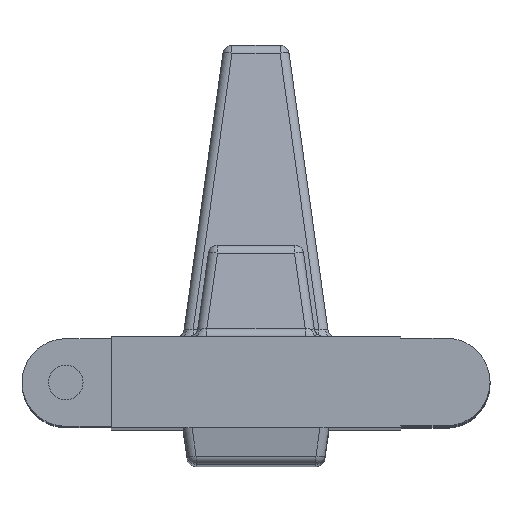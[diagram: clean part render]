
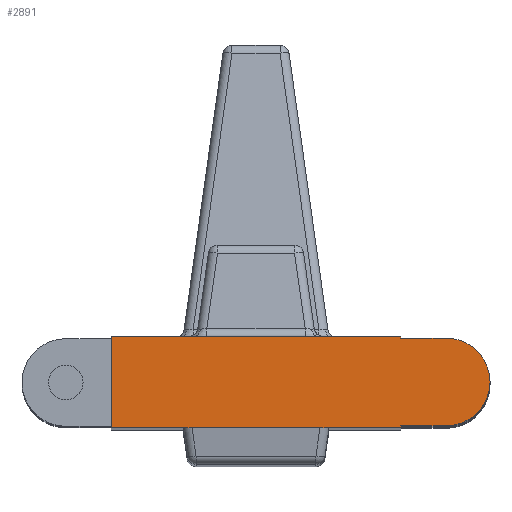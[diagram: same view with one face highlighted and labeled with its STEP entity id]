
A CAD part, top view. The second image highlights one B-rep face of the part: STEP entity #2891.
In plain terms, the highlighted planar face has unit normal (0, 0, 1).
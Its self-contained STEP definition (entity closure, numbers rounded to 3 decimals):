
#48 = EDGE_CURVE ( 'NONE', #2491, #941, #3110, .T. ) ;
#109 = CARTESIAN_POINT ( 'NONE',  ( -7.92, 0., 40. ) ) ;
#178 = LINE ( 'NONE', #1633, #747 ) ;
#194 = DIRECTION ( 'NONE',  ( 0., 1., 0. ) ) ;
#257 = ORIENTED_EDGE ( 'NONE', *, *, #3879, .T. ) ;
#292 = EDGE_CURVE ( 'NONE', #4550, #3739, #1339, .T. ) ;
#320 = LINE ( 'NONE', #1484, #4009 ) ;
#326 = EDGE_CURVE ( 'NONE', #2957, #4550, #1139, .T. ) ;
#373 = VECTOR ( 'NONE', #3339, 1000. ) ;
#442 = VERTEX_POINT ( 'NONE', #1572 ) ;
#508 = FACE_OUTER_BOUND ( 'NONE', #2922, .T. ) ;
#577 = ORIENTED_EDGE ( 'NONE', *, *, #4443, .F. ) ;
#607 = VERTEX_POINT ( 'NONE', #2728 ) ;
#612 = ORIENTED_EDGE ( 'NONE', *, *, #326, .F. ) ;
#644 = VECTOR ( 'NONE', #194, 1000. ) ;
#726 = CARTESIAN_POINT ( 'NONE',  ( 7.92, -0.1, 40. ) ) ;
#745 = VERTEX_POINT ( 'NONE', #4457 ) ;
#747 = VECTOR ( 'NONE', #2674, 1000. ) ;
#783 = CARTESIAN_POINT ( 'NONE',  ( 7.92, -4.9, 40. ) ) ;
#809 = CARTESIAN_POINT ( 'NONE',  ( 12.92, -5., 40. ) ) ;
#829 = VECTOR ( 'NONE', #3960, 1000. ) ;
#830 = LINE ( 'NONE', #2695, #2264 ) ;
#858 = ORIENTED_EDGE ( 'NONE', *, *, #940, .T. ) ;
#868 = AXIS2_PLACEMENT_3D ( 'NONE', #984, #1996, #2098 ) ;
#940 = EDGE_CURVE ( 'NONE', #1948, #442, #1880, .T. ) ;
#941 = VERTEX_POINT ( 'NONE', #2261 ) ;
#984 = CARTESIAN_POINT ( 'NONE',  ( 10.42, -2.5, 40. ) ) ;
#1004 = CARTESIAN_POINT ( 'NONE',  ( 12.82, -2.5, 40. ) ) ;
#1019 = DIRECTION ( 'NONE',  ( 0., 0., 1. ) ) ;
#1089 = LINE ( 'NONE', #1111, #2125 ) ;
#1111 = CARTESIAN_POINT ( 'NONE',  ( 12.92, 0., 40. ) ) ;
#1139 = LINE ( 'NONE', #2629, #373 ) ;
#1339 = LINE ( 'NONE', #4680, #829 ) ;
#1344 = LINE ( 'NONE', #2802, #644 ) ;
#1484 = CARTESIAN_POINT ( 'NONE',  ( 4., -5., 40. ) ) ;
#1502 = LINE ( 'NONE', #783, #3935 ) ;
#1519 = CARTESIAN_POINT ( 'NONE',  ( 10.42, -0.1, 40. ) ) ;
#1565 = DIRECTION ( 'NONE',  ( 1., 0., 0. ) ) ;
#1572 = CARTESIAN_POINT ( 'NONE',  ( -3.505, -5., 40. ) ) ;
#1633 = CARTESIAN_POINT ( 'NONE',  ( 12.92, -5., 40. ) ) ;
#1656 = AXIS2_PLACEMENT_3D ( 'NONE', #1914, #4375, #3657 ) ;
#1790 = ORIENTED_EDGE ( 'NONE', *, *, #48, .F. ) ;
#1866 = CARTESIAN_POINT ( 'NONE',  ( 7.92, -5., 40. ) ) ;
#1880 = LINE ( 'NONE', #809, #3208 ) ;
#1898 = DIRECTION ( 'NONE',  ( 1., 0., 0. ) ) ;
#1914 = CARTESIAN_POINT ( 'NONE',  ( 10.42, -2.5, 40. ) ) ;
#1948 = VERTEX_POINT ( 'NONE', #4718 ) ;
#1970 = CARTESIAN_POINT ( 'NONE',  ( 12.92, -5., 40. ) ) ;
#1996 = DIRECTION ( 'NONE',  ( 0., 0., -1. ) ) ;
#2098 = DIRECTION ( 'NONE',  ( 1., 0., 0. ) ) ;
#2125 = VECTOR ( 'NONE', #1898, 1000. ) ;
#2261 = CARTESIAN_POINT ( 'NONE',  ( 10.42, -4.9, 40. ) ) ;
#2263 = ORIENTED_EDGE ( 'NONE', *, *, #3177, .F. ) ;
#2264 = VECTOR ( 'NONE', #2278, 1000. ) ;
#2278 = DIRECTION ( 'NONE',  ( 0., -1., 0. ) ) ;
#2392 = VERTEX_POINT ( 'NONE', #109 ) ;
#2491 = VERTEX_POINT ( 'NONE', #1004 ) ;
#2599 = ORIENTED_EDGE ( 'NONE', *, *, #3844, .F. ) ;
#2627 = ORIENTED_EDGE ( 'NONE', *, *, #292, .F. ) ;
#2629 = CARTESIAN_POINT ( 'NONE',  ( 7.92, 0., 40. ) ) ;
#2639 = VERTEX_POINT ( 'NONE', #1866 ) ;
#2674 = DIRECTION ( 'NONE',  ( 1., 0., 0. ) ) ;
#2695 = CARTESIAN_POINT ( 'NONE',  ( 7.92, -4.9, 40. ) ) ;
#2728 = CARTESIAN_POINT ( 'NONE',  ( 3.505, -5., 40. ) ) ;
#2802 = CARTESIAN_POINT ( 'NONE',  ( -7.92, 0., 40. ) ) ;
#2856 = CARTESIAN_POINT ( 'NONE',  ( 7.92, 0., 40. ) ) ;
#2891 = ADVANCED_FACE ( 'NONE', ( #508 ), #3066, .T. ) ;
#2922 = EDGE_LOOP ( 'NONE', ( #2599, #4227, #1790, #4384, #2627, #612, #3373, #2263, #858, #577, #257 ) ) ;
#2957 = VERTEX_POINT ( 'NONE', #2856 ) ;
#3050 = DIRECTION ( 'NONE',  ( -1., 0., 0. ) ) ;
#3066 = PLANE ( 'NONE',  #4499 ) ;
#3110 = CIRCLE ( 'NONE', #1656, 2.4 ) ;
#3177 = EDGE_CURVE ( 'NONE', #1948, #2392, #1344, .T. ) ;
#3208 = VECTOR ( 'NONE', #1565, 1000. ) ;
#3210 = EDGE_CURVE ( 'NONE', #3739, #2491, #4516, .T. ) ;
#3339 = DIRECTION ( 'NONE',  ( 0., -1., 0. ) ) ;
#3373 = ORIENTED_EDGE ( 'NONE', *, *, #3674, .F. ) ;
#3580 = EDGE_CURVE ( 'NONE', #941, #745, #1502, .T. ) ;
#3604 = DIRECTION ( 'NONE',  ( -1., 0., 0. ) ) ;
#3657 = DIRECTION ( 'NONE',  ( 1., 0., 0. ) ) ;
#3674 = EDGE_CURVE ( 'NONE', #2392, #2957, #1089, .T. ) ;
#3739 = VERTEX_POINT ( 'NONE', #1519 ) ;
#3844 = EDGE_CURVE ( 'NONE', #745, #2639, #830, .T. ) ;
#3879 = EDGE_CURVE ( 'NONE', #607, #2639, #178, .T. ) ;
#3935 = VECTOR ( 'NONE', #3050, 1000. ) ;
#3960 = DIRECTION ( 'NONE',  ( 1., 0., 0. ) ) ;
#4009 = VECTOR ( 'NONE', #3604, 1000. ) ;
#4227 = ORIENTED_EDGE ( 'NONE', *, *, #3580, .F. ) ;
#4261 = DIRECTION ( 'NONE',  ( 1., 0., 0. ) ) ;
#4375 = DIRECTION ( 'NONE',  ( 0., 0., -1. ) ) ;
#4384 = ORIENTED_EDGE ( 'NONE', *, *, #3210, .F. ) ;
#4443 = EDGE_CURVE ( 'NONE', #607, #442, #320, .T. ) ;
#4457 = CARTESIAN_POINT ( 'NONE',  ( 7.92, -4.9, 40. ) ) ;
#4499 = AXIS2_PLACEMENT_3D ( 'NONE', #1970, #1019, #4261 ) ;
#4516 = CIRCLE ( 'NONE', #868, 2.4 ) ;
#4550 = VERTEX_POINT ( 'NONE', #726 ) ;
#4680 = CARTESIAN_POINT ( 'NONE',  ( 7.92, -0.1, 40. ) ) ;
#4718 = CARTESIAN_POINT ( 'NONE',  ( -7.92, -5., 40. ) ) ;
